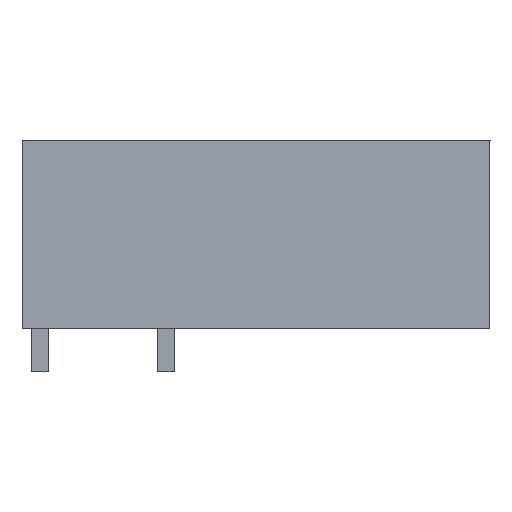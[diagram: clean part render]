
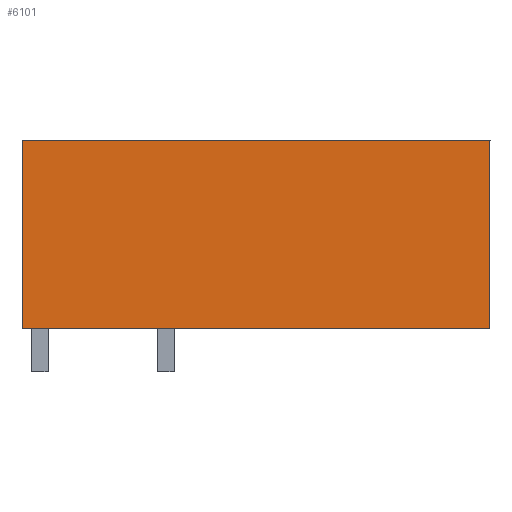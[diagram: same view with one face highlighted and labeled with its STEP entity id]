
A CAD part, left-side view. The second image highlights one B-rep face of the part: STEP entity #6101.
In plain terms, the highlighted planar face has unit normal (-1, 0, 0).
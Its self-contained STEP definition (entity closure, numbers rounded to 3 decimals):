
#6093=AXIS2_PLACEMENT_3D('Plane Axis2P3D',#6090,#6091,#6092) ;
#1238=CARTESIAN_POINT('Vertex',(0.,28.3,2.6)) ;
#1241=CARTESIAN_POINT('Line Origine',(0.,28.3,8.3)) ;
#1245=CARTESIAN_POINT('Vertex',(0.,28.3,14.)) ;
#1391=CARTESIAN_POINT('Line Origine',(0.,14.15,14.)) ;
#1395=CARTESIAN_POINT('Vertex',(0.,0.,14.)) ;
#2942=CARTESIAN_POINT('Line Origine',(0.,0.,8.3)) ;
#2946=CARTESIAN_POINT('Vertex',(0.,0.,2.6)) ;
#3364=CARTESIAN_POINT('Line Origine',(0.,14.15,2.6)) ;
#6090=CARTESIAN_POINT('Axis2P3D Location',(0.,0.,14.)) ;
#1242=DIRECTION('Vector Direction',(0.,0.,-1.)) ;
#1392=DIRECTION('Vector Direction',(0.,1.,0.)) ;
#2943=DIRECTION('Vector Direction',(0.,0.,-1.)) ;
#3365=DIRECTION('Vector Direction',(0.,1.,0.)) ;
#6091=DIRECTION('Axis2P3D Direction',(1.,-0.,0.)) ;
#6092=DIRECTION('Axis2P3D XDirection',(0.,0.,-1.)) ;
#1243=VECTOR('Line Direction',#1242,1.) ;
#1393=VECTOR('Line Direction',#1392,1.) ;
#2944=VECTOR('Line Direction',#2943,1.) ;
#3366=VECTOR('Line Direction',#3365,1.) ;
#6096=ORIENTED_EDGE('',*,*,#2948,.F.) ;
#6097=ORIENTED_EDGE('',*,*,#1397,.T.) ;
#6098=ORIENTED_EDGE('',*,*,#1247,.T.) ;
#6099=ORIENTED_EDGE('',*,*,#3368,.F.) ;
#6101=ADVANCED_FACE('housing',(#6100),#6094,.F.) ;
#1247=EDGE_CURVE('',#1246,#1239,#1244,.T.) ;
#1397=EDGE_CURVE('',#1396,#1246,#1394,.T.) ;
#2948=EDGE_CURVE('',#1396,#2947,#2945,.T.) ;
#3368=EDGE_CURVE('',#2947,#1239,#3367,.T.) ;
#6095=EDGE_LOOP('',(#6096,#6097,#6098,#6099)) ;
#6100=FACE_OUTER_BOUND('',#6095,.T.) ;
#1244=LINE('Line',#1241,#1243) ;
#1394=LINE('Line',#1391,#1393) ;
#2945=LINE('Line',#2942,#2944) ;
#3367=LINE('Line',#3364,#3366) ;
#6094=PLANE('',#6093) ;
#1239=VERTEX_POINT('',#1238) ;
#1246=VERTEX_POINT('',#1245) ;
#1396=VERTEX_POINT('',#1395) ;
#2947=VERTEX_POINT('',#2946) ;
